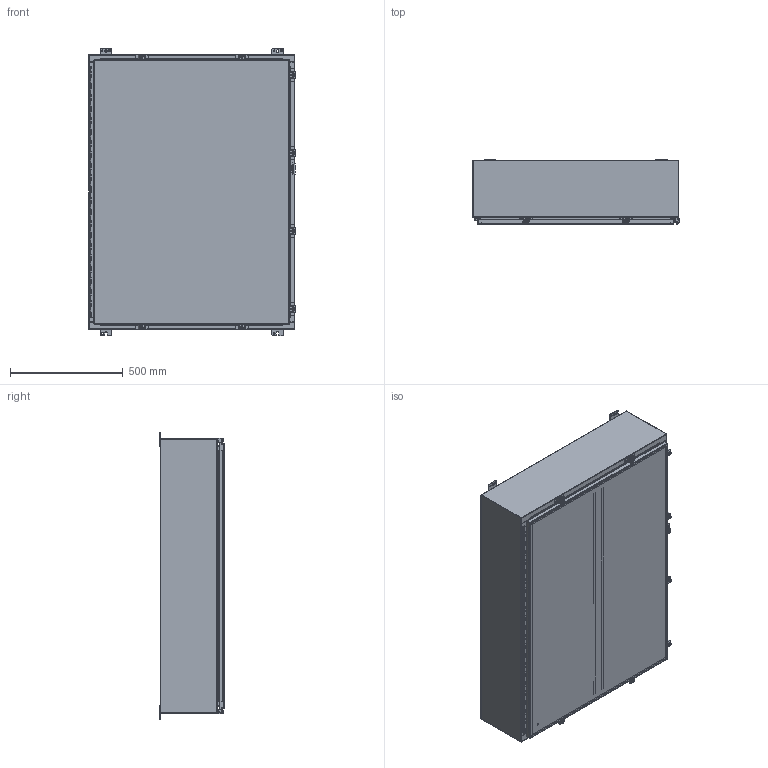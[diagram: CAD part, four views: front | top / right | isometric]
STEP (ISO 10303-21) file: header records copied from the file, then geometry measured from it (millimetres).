
FILE_DESCRIPTION (( 'STEP AP203' ), '1' );
FILE_NAME ('1418N4SSS10_Default.step', '2019-11-01T21:05:02', ( 'ADC123' ), ( 'Microsoft' ), 'SwSTEP 2.0', 'SolidWorks 2019', '' );
FILE_SCHEMA (( 'CONFIG_CONTROL_DESIGN' ));
Products named in the file (1): 1418N4SSS10_Default
Bounding box: 916 x 288.93 x 1276.35 mm (x, y, z)
Volume: 9594604.9 mm3; surface area: 9844527.7 mm2
Topology: 66 solids, 67 shells, 2324 faces, 6186 edges, 4072 vertices
Faces by surface type: plane 1411, cylinder 829, bspline 74, cone 10
Entity records: 74155 total; most frequent: CARTESIAN_POINT 15197, ORIENTED_EDGE 12364, DIRECTION 12188, EDGE_CURVE 6182, LINE 4282, VECTOR 4282, VERTEX_POINT 4072, AXIS2_PLACEMENT_3D 3953
